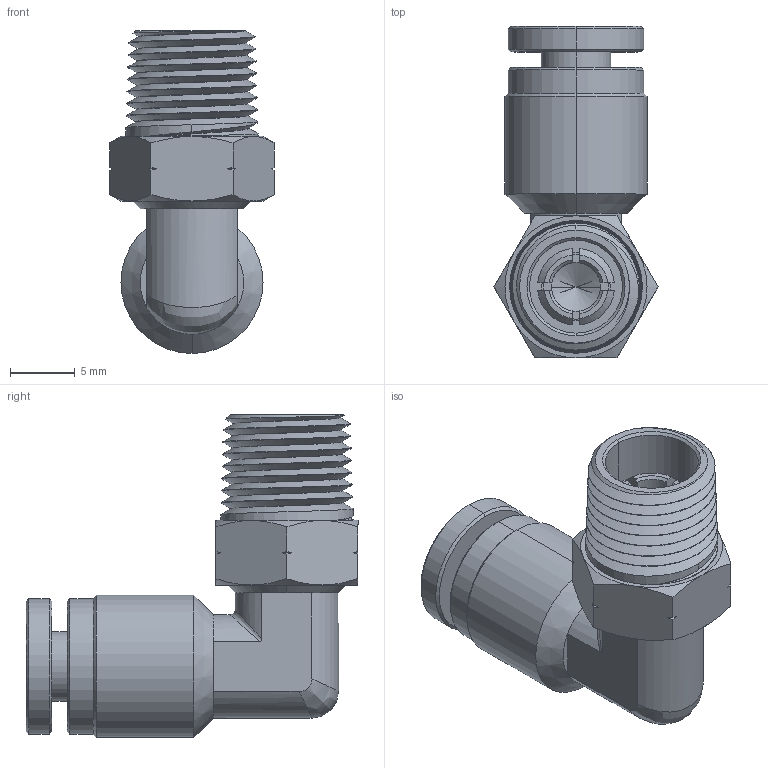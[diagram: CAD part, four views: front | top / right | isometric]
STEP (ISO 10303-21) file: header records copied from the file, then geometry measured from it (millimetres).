
FILE_DESCRIPTION (( 'STEP AP214' ), '1' );
FILE_NAME ('MES1-8N1-8W.STEP', '2018-07-20T16:42:20', ( '' ), ( '' ), 'SwSTEP 2.0', 'SolidWorks 2016', '' );
FILE_SCHEMA (( 'AUTOMOTIVE_DESIGN' ));
Length unit declared in the file: millimetre
Products named in the file (1): MES1-8N1-8W
Bounding box: 12.7 x 25.7 x 25 mm (x, y, z)
Volume: 2109.6 mm3; surface area: 3770.5 mm2
Topology: 7 solids, 7 shells, 458 faces, 1216 edges, 782 vertices
Faces by surface type: cone 163, plane 154, cylinder 83, bspline 56, torus 2
Entity records: 23814 total; most frequent: CARTESIAN_POINT 8134, ORIENTED_EDGE 2428, DIRECTION 1931, EDGE_CURVE 1214, VERTEX_POINT 782, AXIS2_PLACEMENT_3D 777, EDGE_LOOP 484, UNCERTAINTY_MEASURE_WITH_UNIT 467
